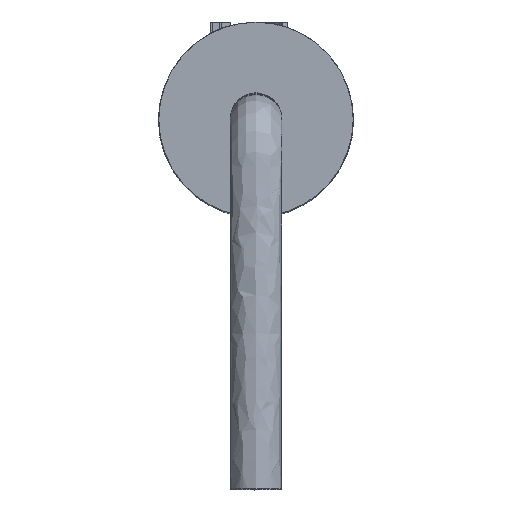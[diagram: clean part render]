
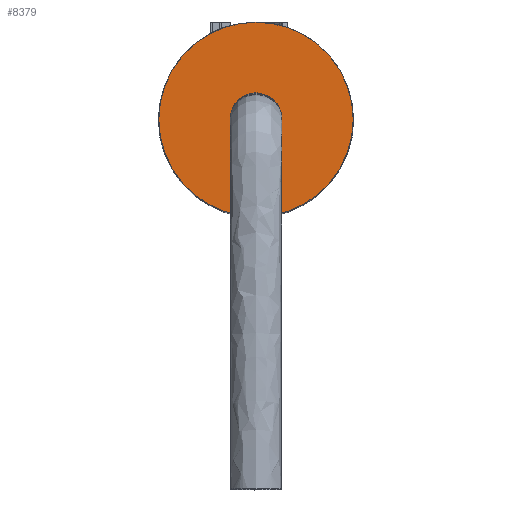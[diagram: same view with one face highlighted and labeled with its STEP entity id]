
A CAD part, top view. The second image highlights one B-rep face of the part: STEP entity #8379.
In plain terms, the highlighted planar face has unit normal (0, 0, 1).
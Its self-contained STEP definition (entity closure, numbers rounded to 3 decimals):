
#338 = CARTESIAN_POINT ( 'NONE',  ( 0., 0., 3.025 ) ) ;
#1007 = EDGE_LOOP ( 'NONE', ( #7243, #3410 ) ) ;
#1154 = PLANE ( 'NONE',  #12621 ) ;
#2248 = EDGE_CURVE ( 'NONE', #11071, #5932, #8750, .T. ) ;
#2369 = CARTESIAN_POINT ( 'NONE',  ( -1.315, 0., 3.025 ) ) ;
#2822 = CARTESIAN_POINT ( 'NONE',  ( 0., 0., 3.025 ) ) ;
#3278 = DIRECTION ( 'NONE',  ( 1., 0., 0. ) ) ;
#3410 = ORIENTED_EDGE ( 'NONE', *, *, #8550, .T. ) ;
#3972 = FACE_OUTER_BOUND ( 'NONE', #1007, .T. ) ;
#4235 = DIRECTION ( 'NONE',  ( 0., 0., 1. ) ) ;
#4480 = CIRCLE ( 'NONE', #7276, 1.315 ) ;
#4702 = DIRECTION ( 'NONE',  ( 0., 0., 1. ) ) ;
#4821 = DIRECTION ( 'NONE',  ( 1., 0., 0. ) ) ;
#5932 = VERTEX_POINT ( 'NONE', #12139 ) ;
#6567 = CARTESIAN_POINT ( 'NONE',  ( 0., 0., 3.025 ) ) ;
#7243 = ORIENTED_EDGE ( 'NONE', *, *, #2248, .T. ) ;
#7276 = AXIS2_PLACEMENT_3D ( 'NONE', #338, #4235, #3278 ) ;
#8379 = ADVANCED_FACE ( 'NONE', ( #3972 ), #1154, .T. ) ;
#8550 = EDGE_CURVE ( 'NONE', #5932, #11071, #4480, .T. ) ;
#8750 = CIRCLE ( 'NONE', #11194, 1.315 ) ;
#11071 = VERTEX_POINT ( 'NONE', #2369 ) ;
#11194 = AXIS2_PLACEMENT_3D ( 'NONE', #6567, #4702, #4821 ) ;
#11628 = DIRECTION ( 'NONE',  ( 0., 0., 1. ) ) ;
#11747 = DIRECTION ( 'NONE',  ( 1., 0., 0. ) ) ;
#12139 = CARTESIAN_POINT ( 'NONE',  ( 1.315, 0., 3.025 ) ) ;
#12621 = AXIS2_PLACEMENT_3D ( 'NONE', #2822, #11628, #11747 ) ;
